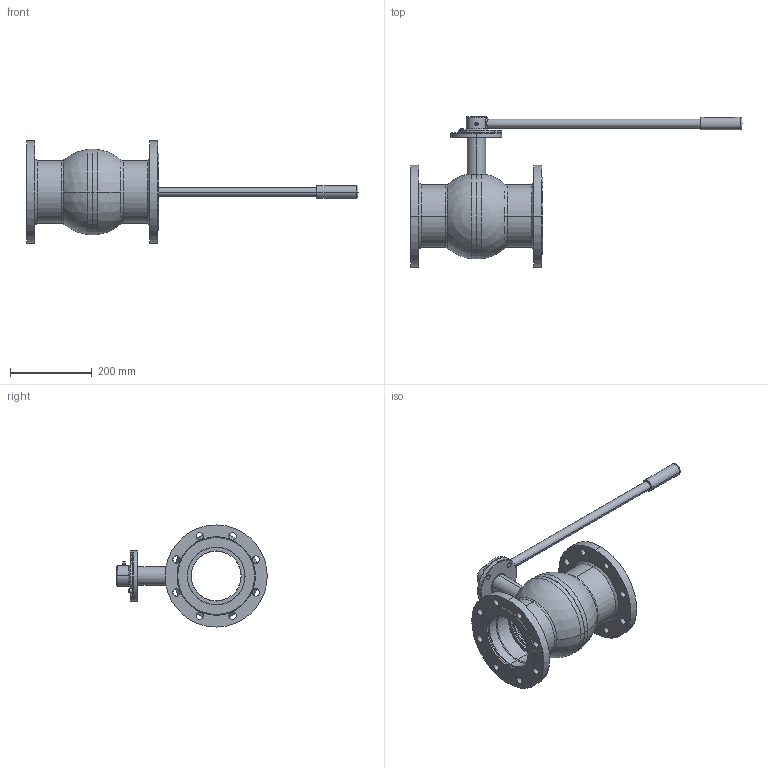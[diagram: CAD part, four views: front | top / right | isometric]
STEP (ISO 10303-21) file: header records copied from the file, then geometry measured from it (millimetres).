
FILE_DESCRIPTION (( 'STEP AP214' ), '1' );
FILE_NAME ('8600416125 010.step', '2025-05-29T08:18:23', ( '' ), ( '' ), 'SwSTEP 2.0', 'SolidWorks 2023', '' );
FILE_SCHEMA (( 'AUTOMOTIVE_DESIGN' ));
Length unit declared in the file: millimetre
Products named in the file (1): 8600416125 010
Bounding box: 812.6 x 368.28 x 250 mm (x, y, z)
Surface area: 631260.5 mm2 (no closed solid volume)
Topology: 0 solids, 56 shells, 284 faces, 1261 edges, 987 vertices
Faces by surface type: cylinder 148, cone 63, torus 32, plane 32, sphere 6, bspline 3
Entity records: 16213 total; most frequent: CARTESIAN_POINT 6427, DIRECTION 2059, ORIENTED_EDGE 1801, EDGE_CURVE 1261, VERTEX_POINT 987, AXIS2_PLACEMENT_3D 848, CIRCLE 566, LINE 363
